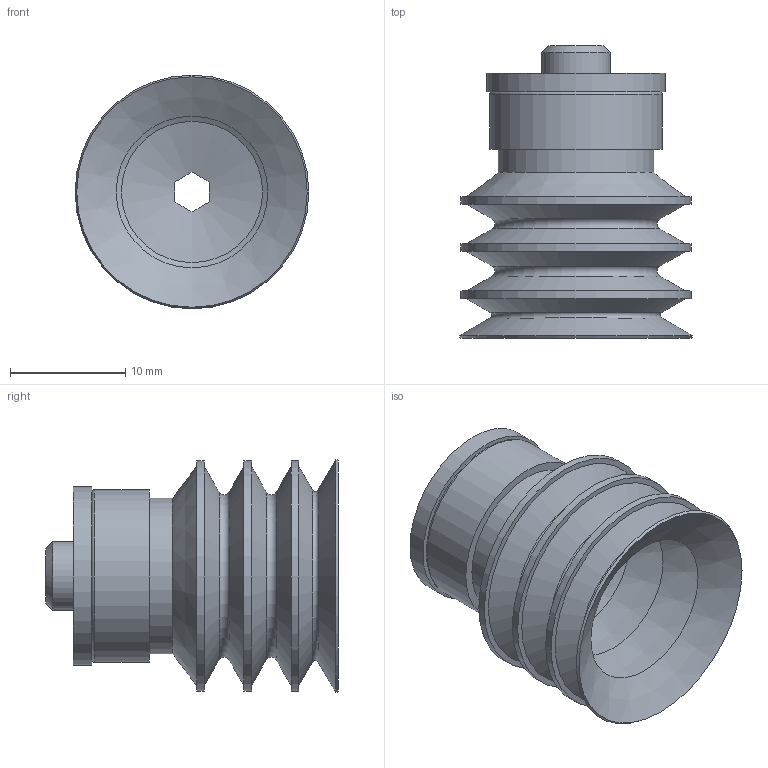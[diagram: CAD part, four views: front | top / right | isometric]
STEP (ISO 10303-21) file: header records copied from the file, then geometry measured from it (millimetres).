
FILE_DESCRIPTION(/* description */ ('STEP AP214'),/* implementation_level */ '2;1');
FILE_NAME(/* name */ '189400_ESS-20-CN',/* time_stamp */ '2024-08-26T10:14:37+02:00',/* author */ ('License CC BY-ND 4.0'),/* organization */ ('CADENAS'),/* preprocessor_version */ 'ST-DEVELOPER v19.3',/* originating_system */ 'PARTsolutions',/* authorisation */ ' ');
FILE_SCHEMA (('AUTOMOTIVE_DESIGN {1 0 10303 214 3 1 1}'));
Length unit declared in the file: millimetre
Products named in the file (1): 189400 ESS-20-CN
Bounding box: 20.29 x 25.4 x 20.29 mm (x, y, z)
Volume: 1647.2 mm3; surface area: 3855.2 mm2
Topology: 1 solids, 1 shells, 46 faces, 86 edges, 51 vertices
Faces by surface type: plane 17, cone 17, cylinder 8, torus 4
Full cylindrical faces by diameter (mm): 6 x1, 10.5 x1, 13.5 x1, 15 x1, 15.5 x1, 20 x3
Entity records: 1348 total; most frequent: DIRECTION 184, CARTESIAN_POINT 173, ORIENTED_EDGE 114, EDGE_LOOP 86, FACE_BOUND 86, AXIS2_PLACEMENT_3D 86, EDGE_CURVE 57, VERTEX_POINT 51
